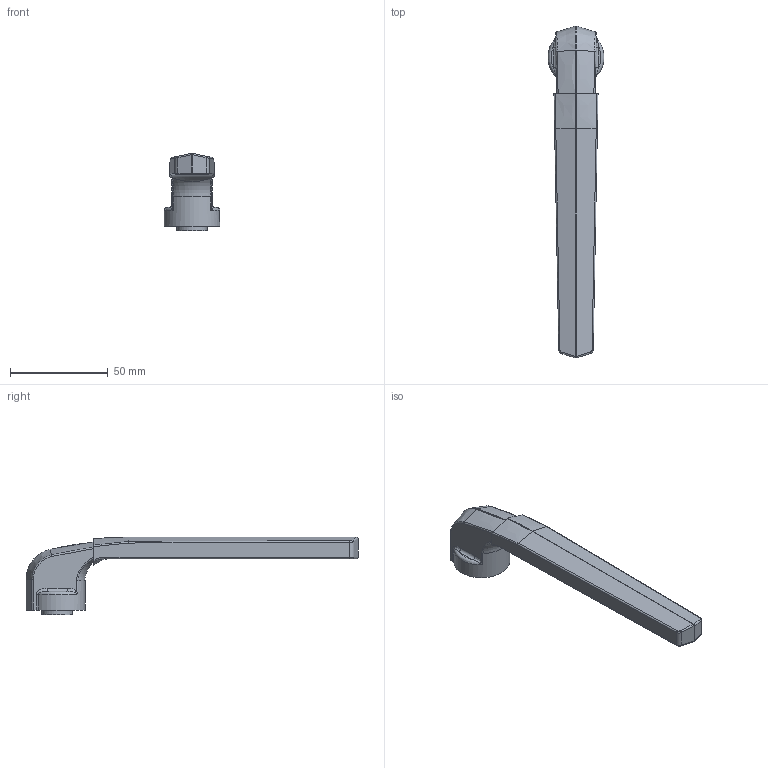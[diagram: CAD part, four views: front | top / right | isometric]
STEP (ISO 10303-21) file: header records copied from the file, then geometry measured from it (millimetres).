
FILE_DESCRIPTION((''),'2;1');
FILE_NAME('53S-5655.stp','2013-11-14T11:40:04',('fredp'),(''),'Autodesk Inventor 2013','Autodesk Inventor 2013','');
FILE_SCHEMA(('AUTOMOTIVE_DESIGN { 1 0 10303 214 1 1 1 1 }'));
Length unit declared in the file: inch
Products named in the file (1): 53S-5655
Bounding box: 28.57 x 169.42 x 39.65 mm (x, y, z)
Volume: 43166.9 mm3; surface area: 12841.5 mm2
Topology: 1 solids, 1 shells, 110 faces, 271 edges, 163 vertices
Faces by surface type: plane 42, cylinder 27, bspline 26, torus 7, cone 5, sphere 3
Full cylindrical faces by diameter (mm): 6.528 x2, 9.119 x1, 15.685 x1
Entity records: 4038 total; most frequent: CARTESIAN_POINT 1545, ORIENTED_EDGE 510, DIRECTION 442, EDGE_CURVE 255, AXIS2_PLACEMENT_3D 167, VERTEX_POINT 157, EDGE_LOOP 120, FACE_OUTER_BOUND 110
